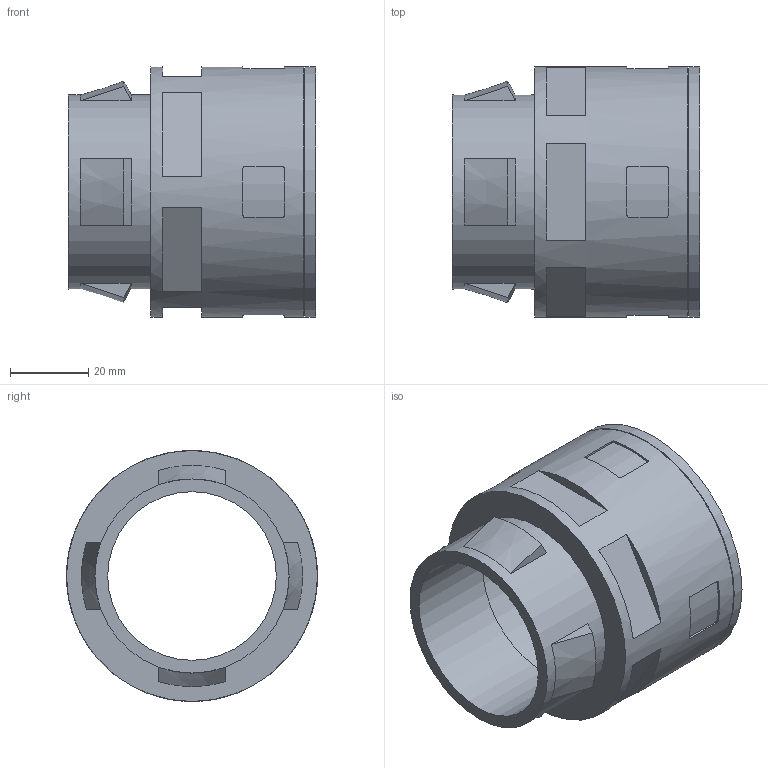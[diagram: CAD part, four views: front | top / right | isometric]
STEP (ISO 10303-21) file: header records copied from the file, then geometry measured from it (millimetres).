
FILE_DESCRIPTION( ( 'STEP AP203' ), '1' );
FILE_NAME( 'FLEXA RQG1-S 5020.382.250.stp', '2020-03-27T09:34:16', ( 'License CC BY-ND 4.0' ), ( 'CADENAS' ), ' ', 'PARTsolutions', ' ' );
FILE_SCHEMA( ( 'CONFIG_CONTROL_DESIGN' ) );
Length unit declared in the file: millimetre
Products named in the file (1): _FLEXA RQG1-S 5020.382.250
Bounding box: 63 x 64 x 64 mm (x, y, z)
Volume: 47594.5 mm3; surface area: 26319.8 mm2
Topology: 1 solids, 1 shells, 82 faces, 196 edges, 131 vertices
Faces by surface type: plane 48, cylinder 26, cone 8
Full cylindrical faces by diameter (mm): 43 x1, 49.5 x1, 54.5 x1, 63 x1, 64 x2
Entity records: 2432 total; most frequent: CARTESIAN_POINT 595, ORIENTED_EDGE 360, DIRECTION 350, EDGE_CURVE 180, AXIS2_PLACEMENT_3D 135, VERTEX_POINT 124, EDGE_LOOP 108, FACE_OUTER_BOUND 88
